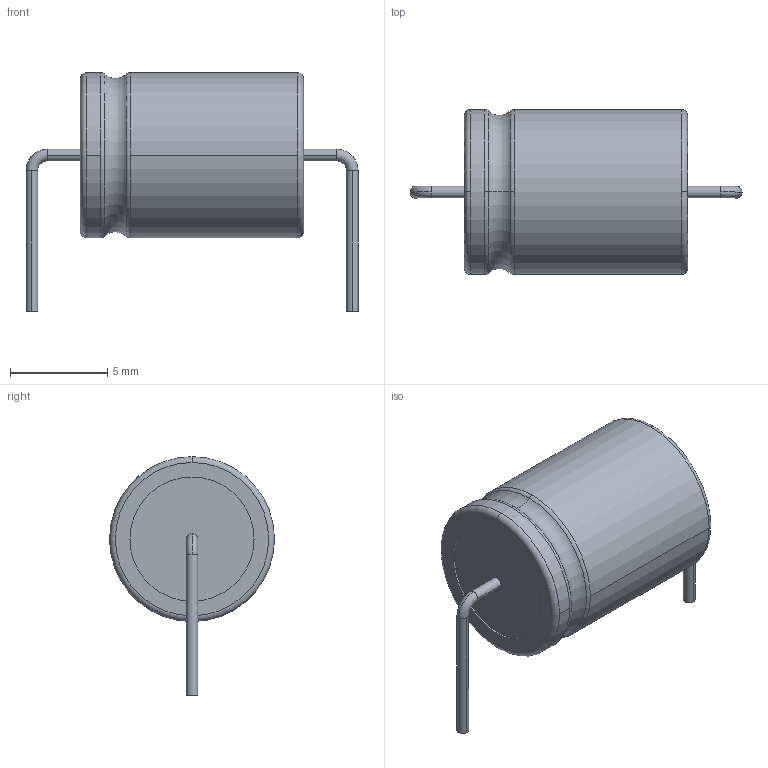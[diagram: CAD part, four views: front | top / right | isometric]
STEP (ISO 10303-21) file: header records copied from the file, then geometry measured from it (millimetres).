
FILE_DESCRIPTION((''),'2;1');
FILE_NAME('CAPPA1651-1150X850.stp','2010-04-15T12:02:24',(''),(''),'Mechanical Desktop 2010','Mechanical Desktop 2010',', , ');
FILE_SCHEMA(('AUTOMOTIVE_DESIGN { 1 2 10303 214 1 1 1 1 }'));
Length unit declared in the file: millimetre
Products named in the file (1): Product
Bounding box: 17.11 x 8.5 x 12.3 mm (x, y, z)
Volume: 650.4 mm3; surface area: 600.3 mm2
Topology: 5 solids, 5 shells, 46 faces, 102 edges, 68 vertices
Faces by surface type: cylinder 16, torus 12, plane 10, bspline 8
Entity records: 1522 total; most frequent: CARTESIAN_POINT 379, DIRECTION 262, ORIENTED_EDGE 204, AXIS2_PLACEMENT_3D 121, EDGE_CURVE 102, CIRCLE 82, VERTEX_POINT 68, EDGE_LOOP 48
